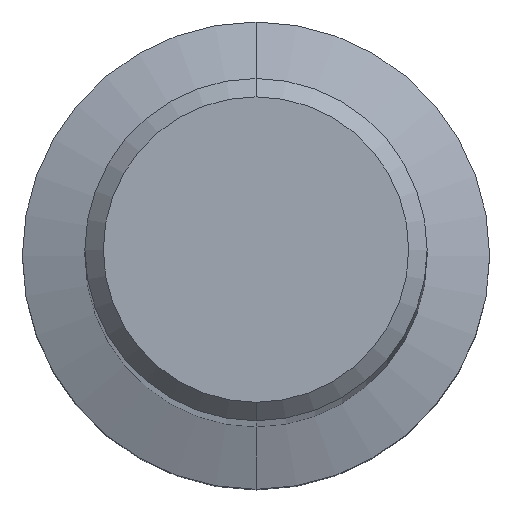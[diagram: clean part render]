
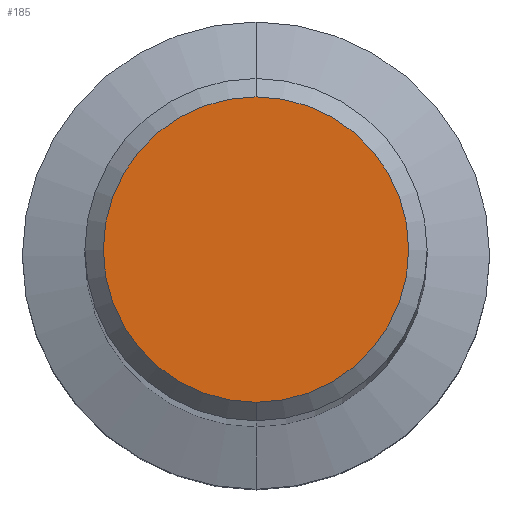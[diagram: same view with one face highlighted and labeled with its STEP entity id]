
A CAD part, top view. The second image highlights one B-rep face of the part: STEP entity #185.
In plain terms, the highlighted planar face has unit normal (0, 0, 1).
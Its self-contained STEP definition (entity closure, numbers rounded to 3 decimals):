
#151=VERTEX_POINT('',#352);
#167=VERTEX_POINT('',#370);
#185=ADVANCED_FACE('',(#390),#391,.T.);
#195=EDGE_CURVE('',#167,#151,#402,.T.);
#205=EDGE_CURVE('',#151,#167,#412,.T.);
#352=CARTESIAN_POINT('',(0.0,4.15,0.0));
#370=CARTESIAN_POINT('',(0.,-4.15,0.0));
#390=FACE_OUTER_BOUND('',#627,.T.);
#391=PLANE('',#628);
#402=CIRCLE('',#641,4.15);
#412=CIRCLE('',#657,4.15);
#627=EDGE_LOOP('',(#877,#878));
#628=AXIS2_PLACEMENT_3D('',#879,#880,#881);
#641=AXIS2_PLACEMENT_3D('',#892,#893,#894);
#657=AXIS2_PLACEMENT_3D('',#900,#901,#902);
#877=ORIENTED_EDGE('',*,*,#205,.F.);
#878=ORIENTED_EDGE('',*,*,#195,.F.);
#879=CARTESIAN_POINT('',(0.0,2.075,0.0));
#880=DIRECTION('',(-0.0,0.0,1.0));
#881=DIRECTION('',(0.0,-1.0,0.0));
#892=CARTESIAN_POINT('',(0.0,0.0,0.0));
#893=DIRECTION('',(0.0,0.0,-1.0));
#894=DIRECTION('',(0.0,1.0,0.0));
#900=CARTESIAN_POINT('',(0.0,0.0,0.0));
#901=DIRECTION('',(0.0,0.0,-1.0));
#902=DIRECTION('',(0.0,1.0,0.0));
